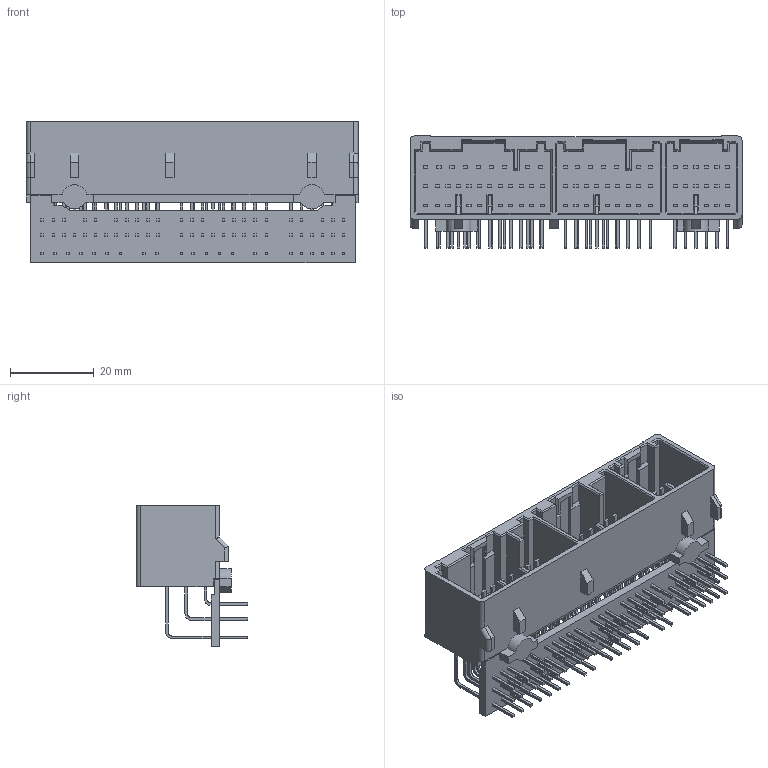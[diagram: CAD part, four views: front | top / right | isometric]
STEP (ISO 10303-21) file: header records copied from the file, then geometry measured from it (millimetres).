
FILE_DESCRIPTION((''),'2;1');
FILE_NAME('C-1123038-2','2013-04-30T',('workeradm'),('Tyco Electronics Ltd.'),'PRO/ENGINEER BY PARAMETRIC TECHNOLOGY CORPORATION, 2011490','PRO/ENGINEER BY PARAMETRIC TECHNOLOGY CORPORATION, 2011490','');
FILE_SCHEMA(('AUTOMOTIVE_DESIGN { 1 0 10303 214 1 1 1 1 }'));
Length unit declared in the file: millimetre
Products named in the file (1): C-1123038-2
Bounding box: 79.4 x 26.75 x 33.85 mm (x, y, z)
Volume: 14678.4 mm3; surface area: 20345 mm2
Topology: 1 solids, 1 shells, 1594 faces, 4238 edges, 2794 vertices
Faces by surface type: plane 1438, cylinder 156
Entity records: 49300 total; most frequent: CARTESIAN_POINT 8656, ORIENTED_EDGE 8476, DIRECTION 7726, EDGE_CURVE 4238, VECTOR 3930, LINE 3930, VERTEX_POINT 2794, AXIS2_PLACEMENT_3D 1898
